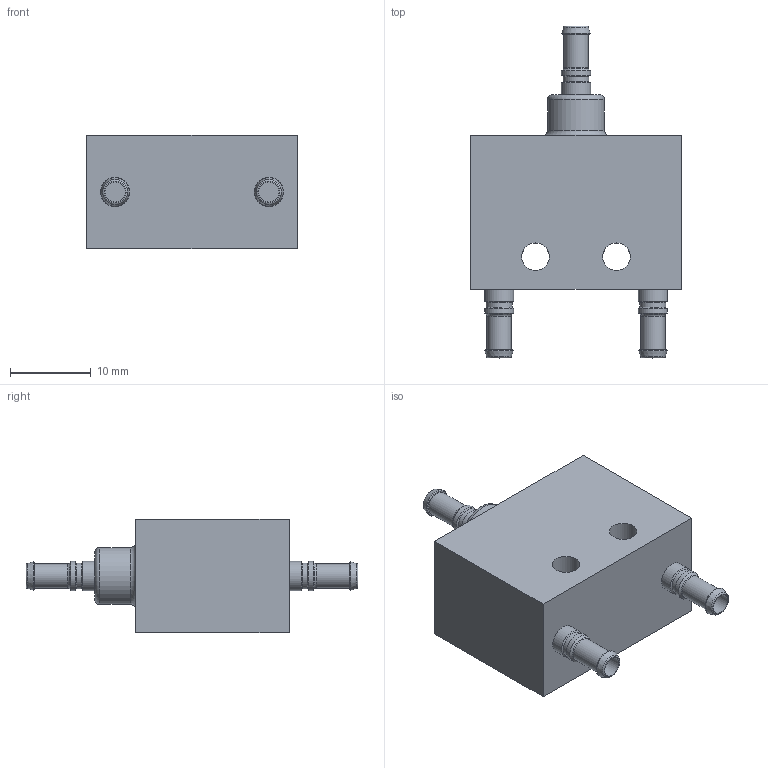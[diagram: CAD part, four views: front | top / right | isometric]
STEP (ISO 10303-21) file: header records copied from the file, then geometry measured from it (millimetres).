
FILE_DESCRIPTION(/* description */ ('STEP AP214'),/* implementation_level */ '2;1');
FILE_NAME(/* name */ '6684_OS-PK-3',/* time_stamp */ '2024-09-13T11:17:02+02:00',/* author */ ('License CC BY-ND 4.0'),/* organization */ ('CADENAS'),/* preprocessor_version */ 'ST-DEVELOPER v19.3',/* originating_system */ 'PARTsolutions',/* authorisation */ ' ');
FILE_SCHEMA (('AUTOMOTIVE_DESIGN {1 0 10303 214 3 1 1}'));
Length unit declared in the file: millimetre
Products named in the file (1): 6684 OS-PK-3
Bounding box: 26 x 41 x 14 mm (x, y, z)
Volume: 6942.9 mm3; surface area: 3068.2 mm2
Topology: 1 solids, 1 shells, 57 faces, 108 edges, 63 vertices
Faces by surface type: cylinder 18, plane 16, cone 12, torus 11
Full cylindrical faces by diameter (mm): 2.5 x3, 3 x3, 3.2 x3, 3.4 x2, 3.6 x6, 7 x1
Entity records: 1627 total; most frequent: DIRECTION 234, CARTESIAN_POINT 184, ORIENTED_EDGE 130, EDGE_LOOP 112, FACE_BOUND 112, AXIS2_PLACEMENT_3D 111, EDGE_CURVE 65, VERTEX_POINT 61
